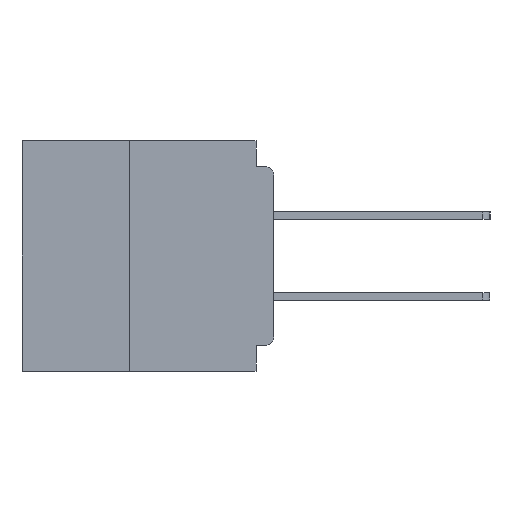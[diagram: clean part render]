
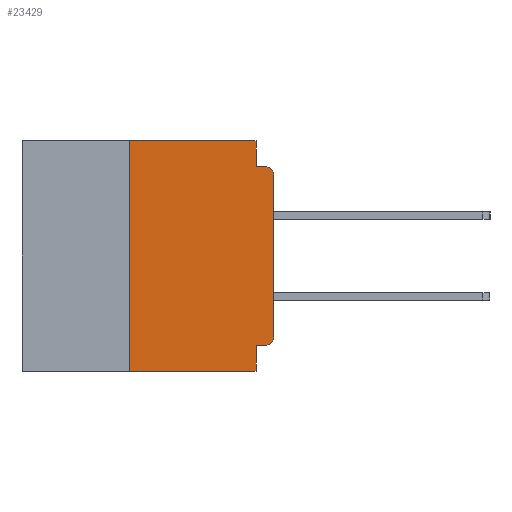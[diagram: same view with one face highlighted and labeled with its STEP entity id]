
A CAD part, left-side view. The second image highlights one B-rep face of the part: STEP entity #23429.
In plain terms, the highlighted planar face has unit normal (-1, 0, 0).
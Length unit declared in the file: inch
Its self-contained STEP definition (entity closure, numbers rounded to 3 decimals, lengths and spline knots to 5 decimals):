
#52 = ORIENTED_EDGE ( 'NONE', *, *, #24867, .F. ) ;
#72 = LINE ( 'NONE', #2405, #18239 ) ;
#141 = VECTOR ( 'NONE', #38010, 39.37008 ) ;
#1193 = CARTESIAN_POINT ( 'NONE',  ( 0., 0.015, -0.06 ) ) ;
#1225 = AXIS2_PLACEMENT_3D ( 'NONE', #7185, #14653, #39712 ) ;
#2405 = CARTESIAN_POINT ( 'NONE',  ( 0., 0., -0.045 ) ) ;
#2744 = EDGE_CURVE ( 'NONE', #42885, #35606, #30096, .T. ) ;
#3771 = CARTESIAN_POINT ( 'NONE',  ( 0., 0.25, -0.4 ) ) ;
#4382 = CARTESIAN_POINT ( 'NONE',  ( 0., 0.015, -0.045 ) ) ;
#4586 = EDGE_CURVE ( 'NONE', #23071, #33682, #44371, .T. ) ;
#4835 = DIRECTION ( 'NONE',  ( 0., 0., -1. ) ) ;
#5151 = CARTESIAN_POINT ( 'NONE',  ( 0., 0.437, -0.4 ) ) ;
#5283 = EDGE_CURVE ( 'NONE', #40710, #23071, #24308, .T. ) ;
#5572 = DIRECTION ( 'NONE',  ( 0., 0., 1. ) ) ;
#7185 = CARTESIAN_POINT ( 'NONE',  ( 0., 0.437, 0. ) ) ;
#7293 = ORIENTED_EDGE ( 'NONE', *, *, #18936, .T. ) ;
#7527 = FACE_OUTER_BOUND ( 'NONE', #8194, .T. ) ;
#8094 = AXIS2_PLACEMENT_3D ( 'NONE', #1193, #26482, #4835 ) ;
#8194 = EDGE_LOOP ( 'NONE', ( #7293, #42693, #36595, #11259, #23244, #45496, #42774, #41141, #52, #41705 ) ) ;
#10073 = EDGE_CURVE ( 'NONE', #42885, #40710, #14268, .T. ) ;
#11259 = ORIENTED_EDGE ( 'NONE', *, *, #4586, .F. ) ;
#13052 = CARTESIAN_POINT ( 'NONE',  ( 0., 0., -0.06 ) ) ;
#14268 = LINE ( 'NONE', #3771, #33362 ) ;
#14653 = DIRECTION ( 'NONE',  ( 1., 0., 0. ) ) ;
#15653 = DIRECTION ( 'NONE',  ( 0., 1., 0. ) ) ;
#16168 = CIRCLE ( 'NONE', #30348, 0.015 ) ;
#16336 = EDGE_CURVE ( 'NONE', #33066, #24784, #32539, .T. ) ;
#16732 = DIRECTION ( 'NONE',  ( 0., 0., -1. ) ) ;
#18004 = VERTEX_POINT ( 'NONE', #32940 ) ;
#18166 = DIRECTION ( 'NONE',  ( 0., 0., 1. ) ) ;
#18239 = VECTOR ( 'NONE', #45366, 39.37008 ) ;
#18673 = DIRECTION ( 'NONE',  ( -1., 0., 0. ) ) ;
#18936 = EDGE_CURVE ( 'NONE', #44713, #33066, #37793, .T. ) ;
#22556 = EDGE_CURVE ( 'NONE', #18004, #44713, #16168, .T. ) ;
#23071 = VERTEX_POINT ( 'NONE', #32256 ) ;
#23244 = ORIENTED_EDGE ( 'NONE', *, *, #5283, .F. ) ;
#23429 = ADVANCED_FACE ( 'NONE', ( #7527 ), #32565, .F. ) ;
#23624 = CARTESIAN_POINT ( 'NONE',  ( 0., 0., 0. ) ) ;
#23805 = CARTESIAN_POINT ( 'NONE',  ( 0., 0.031, 0. ) ) ;
#24062 = DIRECTION ( 'NONE',  ( 0., -1., 0. ) ) ;
#24308 = LINE ( 'NONE', #34823, #33834 ) ;
#24784 = VERTEX_POINT ( 'NONE', #4382 ) ;
#24867 = EDGE_CURVE ( 'NONE', #18004, #44888, #43026, .T. ) ;
#26129 = EDGE_CURVE ( 'NONE', #44888, #35606, #40779, .T. ) ;
#26482 = DIRECTION ( 'NONE',  ( -1., 0., 0. ) ) ;
#27171 = VECTOR ( 'NONE', #5572, 39.37008 ) ;
#29678 = CARTESIAN_POINT ( 'NONE',  ( 0., 0.031, -0.4 ) ) ;
#30096 = LINE ( 'NONE', #5151, #141 ) ;
#30348 = AXIS2_PLACEMENT_3D ( 'NONE', #40079, #18673, #43643 ) ;
#32256 = CARTESIAN_POINT ( 'NONE',  ( 0., 0.031, 0. ) ) ;
#32539 = CIRCLE ( 'NONE', #8094, 0.015 ) ;
#32565 = PLANE ( 'NONE',  #1225 ) ;
#32940 = CARTESIAN_POINT ( 'NONE',  ( 0., 0.015, -0.355 ) ) ;
#33066 = VERTEX_POINT ( 'NONE', #13052 ) ;
#33362 = VECTOR ( 'NONE', #18166, 39.37008 ) ;
#33564 = VECTOR ( 'NONE', #15653, 39.37008 ) ;
#33682 = VERTEX_POINT ( 'NONE', #41360 ) ;
#33834 = VECTOR ( 'NONE', #24062, 39.37008 ) ;
#34823 = CARTESIAN_POINT ( 'NONE',  ( 0., 0.437, 0. ) ) ;
#34902 = CARTESIAN_POINT ( 'NONE',  ( 0., 0.031, -0.4 ) ) ;
#34911 = VECTOR ( 'NONE', #16732, 39.37008 ) ;
#35606 = VERTEX_POINT ( 'NONE', #29678 ) ;
#36348 = CARTESIAN_POINT ( 'NONE',  ( 0., 0.25, -0.4 ) ) ;
#36595 = ORIENTED_EDGE ( 'NONE', *, *, #40211, .F. ) ;
#37086 = CARTESIAN_POINT ( 'NONE',  ( 0., 0., -0.355 ) ) ;
#37240 = CARTESIAN_POINT ( 'NONE',  ( 0., 0., -0.34 ) ) ;
#37793 = LINE ( 'NONE', #23624, #27171 ) ;
#38010 = DIRECTION ( 'NONE',  ( 0., -1., 0. ) ) ;
#38546 = VECTOR ( 'NONE', #42071, 39.37008 ) ;
#39712 = DIRECTION ( 'NONE',  ( 0., 0., -1. ) ) ;
#40079 = CARTESIAN_POINT ( 'NONE',  ( 0., 0.015, -0.34 ) ) ;
#40211 = EDGE_CURVE ( 'NONE', #33682, #24784, #72, .T. ) ;
#40597 = CARTESIAN_POINT ( 'NONE',  ( 0., 0.25, 0. ) ) ;
#40710 = VERTEX_POINT ( 'NONE', #40597 ) ;
#40779 = LINE ( 'NONE', #34902, #38546 ) ;
#41141 = ORIENTED_EDGE ( 'NONE', *, *, #26129, .F. ) ;
#41360 = CARTESIAN_POINT ( 'NONE',  ( 0., 0.031, -0.045 ) ) ;
#41705 = ORIENTED_EDGE ( 'NONE', *, *, #22556, .T. ) ;
#42071 = DIRECTION ( 'NONE',  ( 0., 0., -1. ) ) ;
#42693 = ORIENTED_EDGE ( 'NONE', *, *, #16336, .T. ) ;
#42774 = ORIENTED_EDGE ( 'NONE', *, *, #2744, .T. ) ;
#42885 = VERTEX_POINT ( 'NONE', #36348 ) ;
#43026 = LINE ( 'NONE', #37086, #33564 ) ;
#43643 = DIRECTION ( 'NONE',  ( 0., 0., -1. ) ) ;
#44371 = LINE ( 'NONE', #23805, #34911 ) ;
#44713 = VERTEX_POINT ( 'NONE', #37240 ) ;
#44888 = VERTEX_POINT ( 'NONE', #45556 ) ;
#45366 = DIRECTION ( 'NONE',  ( 0., -1., 0. ) ) ;
#45496 = ORIENTED_EDGE ( 'NONE', *, *, #10073, .F. ) ;
#45556 = CARTESIAN_POINT ( 'NONE',  ( 0., 0.031, -0.355 ) ) ;
